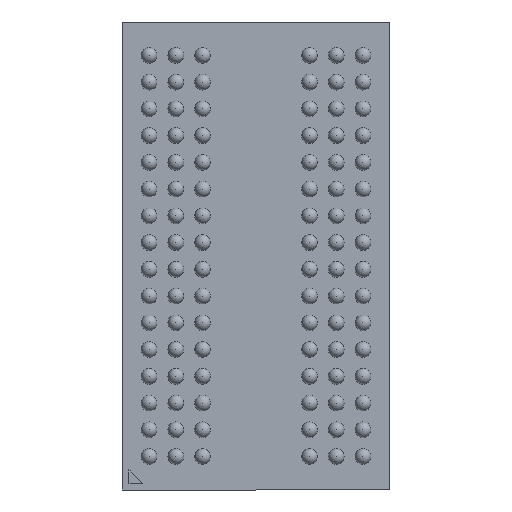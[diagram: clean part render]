
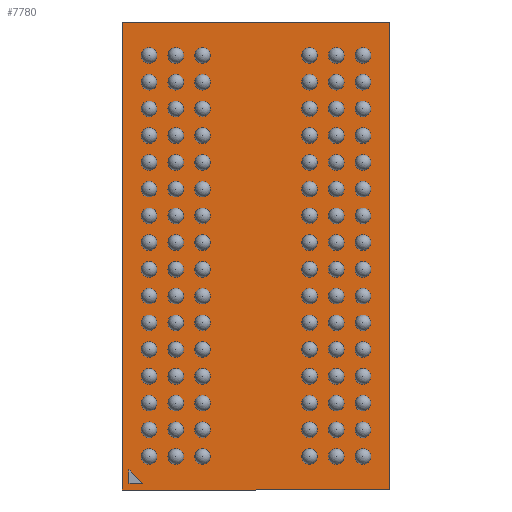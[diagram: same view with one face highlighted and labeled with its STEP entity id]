
A CAD part, front view. The second image highlights one B-rep face of the part: STEP entity #7780.
In plain terms, the highlighted planar face has unit normal (0, -1, 0).
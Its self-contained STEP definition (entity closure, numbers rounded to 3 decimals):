
#111 = LINE ( 'NONE', #8513, #5514 ) ;
#413 = EDGE_CURVE ( 'NONE', #3154, #3767, #2240, .T. ) ;
#698 = CARTESIAN_POINT ( 'NONE',  ( -3.8, 0.34, -6.8 ) ) ;
#720 = LINE ( 'NONE', #3644, #5590 ) ;
#1543 = FACE_BOUND ( 'NONE', #3891, .T. ) ;
#1552 = VECTOR ( 'NONE', #5659, 1000. ) ;
#1751 = CARTESIAN_POINT ( 'NONE',  ( -4., 0.34, 7. ) ) ;
#1904 = LINE ( 'NONE', #2686, #7911 ) ;
#1914 = LINE ( 'NONE', #7559, #4084 ) ;
#2025 = CARTESIAN_POINT ( 'NONE',  ( -3.8, 0.34, -6.8 ) ) ;
#2045 = LINE ( 'NONE', #2456, #2675 ) ;
#2172 = DIRECTION ( 'NONE',  ( -0.707, 0., 0.707 ) ) ;
#2188 = FACE_OUTER_BOUND ( 'NONE', #5884, .T. ) ;
#2191 = DIRECTION ( 'NONE',  ( 1., 0., 0. ) ) ;
#2240 = LINE ( 'NONE', #2025, #2684 ) ;
#2317 = EDGE_CURVE ( 'NONE', #6775, #5499, #720, .T. ) ;
#2456 = CARTESIAN_POINT ( 'NONE',  ( -4., 0.34, 7. ) ) ;
#2625 = DIRECTION ( 'NONE',  ( 0., 0., 1. ) ) ;
#2675 = VECTOR ( 'NONE', #7117, 1000. ) ;
#2684 = VECTOR ( 'NONE', #5378, 1000. ) ;
#2686 = CARTESIAN_POINT ( 'NONE',  ( 4., 0.34, 7. ) ) ;
#2750 = ORIENTED_EDGE ( 'NONE', *, *, #413, .F. ) ;
#2886 = EDGE_CURVE ( 'NONE', #3767, #5684, #1914, .T. ) ;
#3154 = VERTEX_POINT ( 'NONE', #698 ) ;
#3172 = PLANE ( 'NONE',  #7230 ) ;
#3200 = VERTEX_POINT ( 'NONE', #5474 ) ;
#3255 = LINE ( 'NONE', #1751, #1552 ) ;
#3463 = ORIENTED_EDGE ( 'NONE', *, *, #2886, .F. ) ;
#3493 = CARTESIAN_POINT ( 'NONE',  ( 0., 0.34, 0. ) ) ;
#3644 = CARTESIAN_POINT ( 'NONE',  ( -4., 0.34, -7. ) ) ;
#3666 = CARTESIAN_POINT ( 'NONE',  ( 4., 0.34, -7. ) ) ;
#3767 = VERTEX_POINT ( 'NONE', #8449 ) ;
#3886 = CARTESIAN_POINT ( 'NONE',  ( -4., 0.34, -7. ) ) ;
#3891 = EDGE_LOOP ( 'NONE', ( #3463, #2750, #4654 ) ) ;
#4084 = VECTOR ( 'NONE', #2172, 1000. ) ;
#4333 = VERTEX_POINT ( 'NONE', #8025 ) ;
#4654 = ORIENTED_EDGE ( 'NONE', *, *, #5908, .F. ) ;
#4678 = ORIENTED_EDGE ( 'NONE', *, *, #2317, .T. ) ;
#5249 = ORIENTED_EDGE ( 'NONE', *, *, #5887, .T. ) ;
#5378 = DIRECTION ( 'NONE',  ( 1., 0., 0. ) ) ;
#5474 = CARTESIAN_POINT ( 'NONE',  ( -4., 0.34, 7. ) ) ;
#5499 = VERTEX_POINT ( 'NONE', #3666 ) ;
#5514 = VECTOR ( 'NONE', #7267, 1000. ) ;
#5590 = VECTOR ( 'NONE', #2191, 1000. ) ;
#5659 = DIRECTION ( 'NONE',  ( -1., 0., 0. ) ) ;
#5684 = VERTEX_POINT ( 'NONE', #5715 ) ;
#5715 = CARTESIAN_POINT ( 'NONE',  ( -3.8, 0.34, -6.4 ) ) ;
#5884 = EDGE_LOOP ( 'NONE', ( #6235, #8293, #4678, #5249 ) ) ;
#5887 = EDGE_CURVE ( 'NONE', #5499, #4333, #1904, .T. ) ;
#5908 = EDGE_CURVE ( 'NONE', #5684, #3154, #111, .T. ) ;
#6134 = DIRECTION ( 'NONE',  ( 0., -1., 0. ) ) ;
#6235 = ORIENTED_EDGE ( 'NONE', *, *, #7138, .T. ) ;
#6697 = EDGE_CURVE ( 'NONE', #3200, #6775, #2045, .T. ) ;
#6775 = VERTEX_POINT ( 'NONE', #3886 ) ;
#7117 = DIRECTION ( 'NONE',  ( 0., 0., -1. ) ) ;
#7138 = EDGE_CURVE ( 'NONE', #4333, #3200, #3255, .T. ) ;
#7230 = AXIS2_PLACEMENT_3D ( 'NONE', #3493, #6134, #7444 ) ;
#7267 = DIRECTION ( 'NONE',  ( 0., 0., -1. ) ) ;
#7444 = DIRECTION ( 'NONE',  ( 1., 0., 0. ) ) ;
#7559 = CARTESIAN_POINT ( 'NONE',  ( -3.4, 0.34, -6.8 ) ) ;
#7780 = ADVANCED_FACE ( 'NONE', ( #2188, #1543 ), #3172, .T. ) ;
#7911 = VECTOR ( 'NONE', #2625, 1000. ) ;
#8025 = CARTESIAN_POINT ( 'NONE',  ( 4., 0.34, 7. ) ) ;
#8293 = ORIENTED_EDGE ( 'NONE', *, *, #6697, .T. ) ;
#8449 = CARTESIAN_POINT ( 'NONE',  ( -3.4, 0.34, -6.8 ) ) ;
#8513 = CARTESIAN_POINT ( 'NONE',  ( -3.8, 0.34, -6.4 ) ) ;
